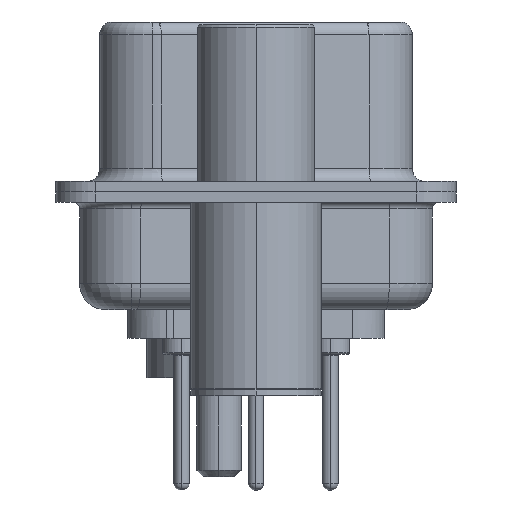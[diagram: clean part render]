
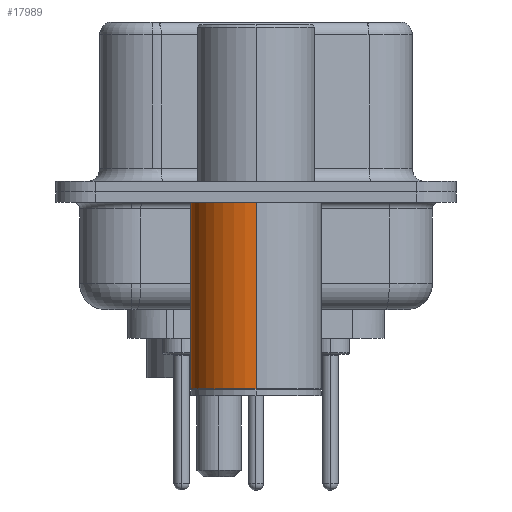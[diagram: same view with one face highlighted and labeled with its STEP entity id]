
A CAD part, left-side view. The second image highlights one B-rep face of the part: STEP entity #17989.
In plain terms, the highlighted cylindrical face has radius 2.5 mm (diameter 5 mm), a partial arc.
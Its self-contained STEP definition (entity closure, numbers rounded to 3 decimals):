
#769 = AXIS2_PLACEMENT_3D ( 'NONE', #12572, #2111, #25790 ) ;
#1921 = CARTESIAN_POINT ( 'NONE',  ( -2.5, 0., 0.581 ) ) ;
#2097 = CARTESIAN_POINT ( 'NONE',  ( -2.5, 0., -7.525 ) ) ;
#2111 = DIRECTION ( 'NONE',  ( 0., 0., 1. ) ) ;
#2739 = EDGE_LOOP ( 'NONE', ( #7209, #27008, #18346, #19322 ) ) ;
#3023 = CARTESIAN_POINT ( 'NONE',  ( 2.5, 0., 0.581 ) ) ;
#4202 = DIRECTION ( 'NONE',  ( 1., 0., 0. ) ) ;
#4629 = CIRCLE ( 'NONE', #769, 2.5 ) ;
#6498 = DIRECTION ( 'NONE',  ( 0., 0., 1. ) ) ;
#7209 = ORIENTED_EDGE ( 'NONE', *, *, #21620, .T. ) ;
#10781 = CIRCLE ( 'NONE', #18295, 2.5 ) ;
#11800 = DIRECTION ( 'NONE',  ( 1., 0., 0. ) ) ;
#12148 = VECTOR ( 'NONE', #22694, 1000. ) ;
#12277 = CARTESIAN_POINT ( 'NONE',  ( 2.5, 0., -0.4 ) ) ;
#12572 = CARTESIAN_POINT ( 'NONE',  ( 0., 0., -0.4 ) ) ;
#14080 = VERTEX_POINT ( 'NONE', #14346 ) ;
#14346 = CARTESIAN_POINT ( 'NONE',  ( 2.5, 0., -7.525 ) ) ;
#14666 = VECTOR ( 'NONE', #21271, 1000. ) ;
#15981 = LINE ( 'NONE', #3023, #12148 ) ;
#17989 = ADVANCED_FACE ( 'NONE', ( #27566 ), #29837, .T. ) ;
#18295 = AXIS2_PLACEMENT_3D ( 'NONE', #31225, #28777, #11800 ) ;
#18346 = ORIENTED_EDGE ( 'NONE', *, *, #23914, .F. ) ;
#18612 = VERTEX_POINT ( 'NONE', #2097 ) ;
#19322 = ORIENTED_EDGE ( 'NONE', *, *, #27055, .F. ) ;
#20762 = VERTEX_POINT ( 'NONE', #12277 ) ;
#20786 = VERTEX_POINT ( 'NONE', #22057 ) ;
#21271 = DIRECTION ( 'NONE',  ( 0., 0., 1. ) ) ;
#21620 = EDGE_CURVE ( 'NONE', #14080, #18612, #10781, .T. ) ;
#22057 = CARTESIAN_POINT ( 'NONE',  ( -2.5, 0., -0.4 ) ) ;
#22694 = DIRECTION ( 'NONE',  ( 0., 0., 1. ) ) ;
#23391 = LINE ( 'NONE', #1921, #14666 ) ;
#23914 = EDGE_CURVE ( 'NONE', #20762, #20786, #4629, .T. ) ;
#25541 = AXIS2_PLACEMENT_3D ( 'NONE', #31279, #6498, #4202 ) ;
#25790 = DIRECTION ( 'NONE',  ( 1., 0., 0. ) ) ;
#27008 = ORIENTED_EDGE ( 'NONE', *, *, #29971, .T. ) ;
#27055 = EDGE_CURVE ( 'NONE', #14080, #20762, #15981, .T. ) ;
#27566 = FACE_OUTER_BOUND ( 'NONE', #2739, .T. ) ;
#28777 = DIRECTION ( 'NONE',  ( 0., 0., 1. ) ) ;
#29837 = CYLINDRICAL_SURFACE ( 'NONE', #25541, 2.5 ) ;
#29971 = EDGE_CURVE ( 'NONE', #18612, #20786, #23391, .T. ) ;
#31225 = CARTESIAN_POINT ( 'NONE',  ( 0., 0., -7.525 ) ) ;
#31279 = CARTESIAN_POINT ( 'NONE',  ( 0., 0., 0.581 ) ) ;
